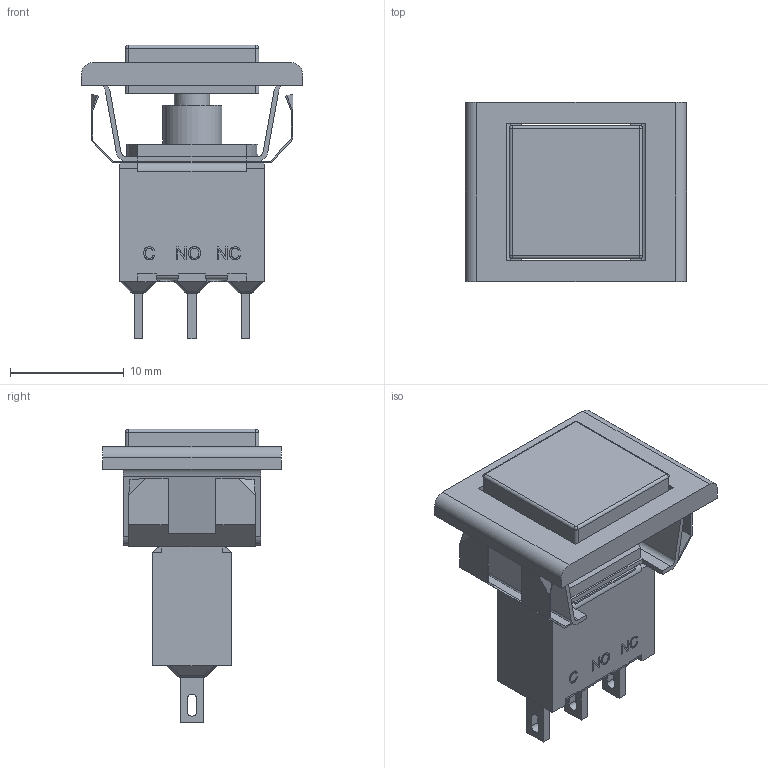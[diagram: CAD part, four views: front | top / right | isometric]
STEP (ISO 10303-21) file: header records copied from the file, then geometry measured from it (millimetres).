
FILE_DESCRIPTION((' '),'2;1');
FILE_NAME('700SP7M1xEAP2xxxxxx.stp','2017-07-27T14:37:57',(' '),(' '),' ','ACIS',' ');
FILE_SCHEMA(('CONFIG_CONTROL_DESIGN'));
Length unit declared in the file: inch
Products named in the file (1): 700SP7M1xEAP2xxxxxx.stp
Bounding box: 19.4 x 15.7 x 25.75 mm (x, y, z)
Volume: 1788.2 mm3; surface area: 2726 mm2
Topology: 1 solids, 1 shells, 384 faces, 992 edges, 626 vertices
Faces by surface type: plane 281, cylinder 63, bspline 24, sphere 16
Full cylindrical faces by diameter (mm): 3.1 x1, 5.2 x1
Entity records: 11744 total; most frequent: CARTESIAN_POINT 2354, ORIENTED_EDGE 1972, DIRECTION 1817, EDGE_CURVE 986, VECTOR 781, LINE 781, VERTEX_POINT 623, AXIS2_PLACEMENT_3D 518
